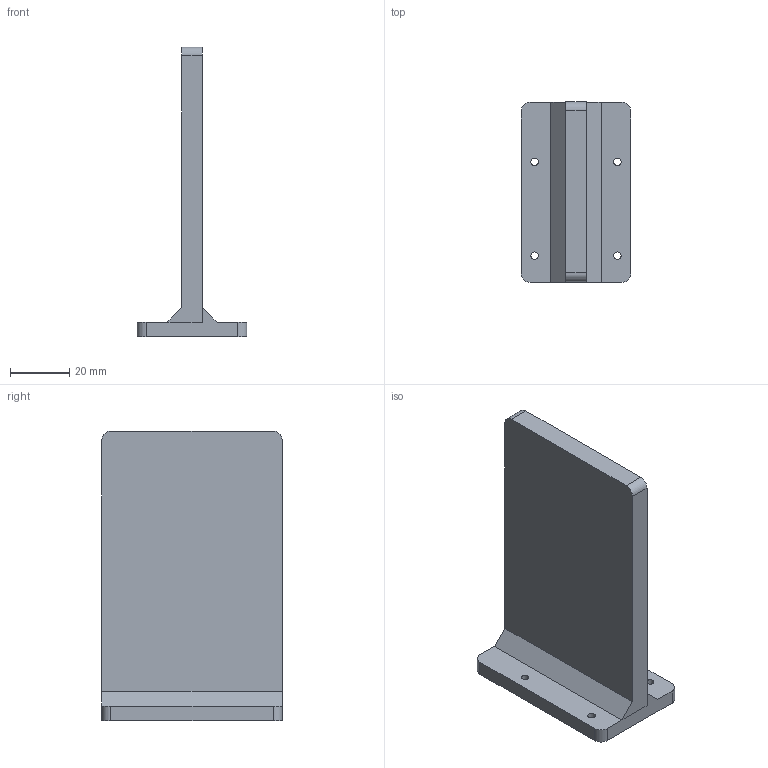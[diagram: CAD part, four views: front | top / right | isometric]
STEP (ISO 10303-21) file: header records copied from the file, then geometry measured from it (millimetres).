
FILE_DESCRIPTION(/* description */ ('STEP AP242','CAx-IF Rec.Pracs.---Representation and Presentation of Product Manufacturing Information (PMI)---4.0---2014-10-13','CAx-IF Rec.Pracs.---3D Tessellated Geometry---0.4---2014-09-14','2;1'),/* implementation_level */ '2;1');
FILE_NAME(/* name */ '68c325963edd243d2449b686',/* time_stamp */ '2025-09-11T19:40:07Z',/* author */ (''),/* organization */ (''),/* preprocessor_version */ 'ST-DEVELOPER v20',/* originating_system */ 'ONSHAPE BY PTC INC, 1.203',/* authorisation */ ' ');
FILE_SCHEMA (('AP242_MANAGED_MODEL_BASED_3D_ENGINEERING_MIM_LF { 1 0 10303 442 1 1 4 }'));
Length unit declared in the file: metre
Products named in the file (1): Part 1
Bounding box: 37 x 60.91 x 98 mm (x, y, z)
Volume: 51600.9 mm3; surface area: 18706.7 mm2
Topology: 1 solids, 1 shells, 54 faces, 120 edges, 80 vertices
Faces by surface type: plane 34, cylinder 20
Full cylindrical faces by diameter (mm): 2.54 x4, 2.9 x10
Entity records: 1472 total; most frequent: DIRECTION 256, CARTESIAN_POINT 241, ORIENTED_EDGE 212, EDGE_CURVE 106, AXIS2_PLACEMENT_3D 95, EDGE_LOOP 88, FACE_BOUND 88, VERTEX_POINT 80
